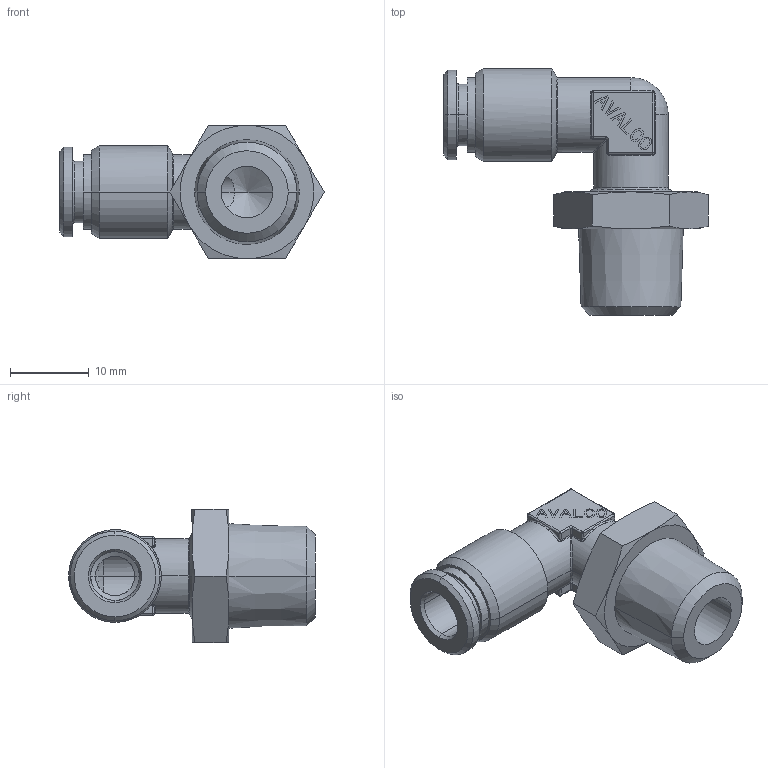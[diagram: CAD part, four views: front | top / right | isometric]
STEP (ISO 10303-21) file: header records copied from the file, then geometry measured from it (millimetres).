
FILE_DESCRIPTION(('CATIA V5 STEP Exchange'),'2;1');
FILE_NAME('PR505B-06R14.stp','2018-04-14T14:51:53+00:00',('none'),('none'),'CATIA Version 5 Release 21 GA (IN-10)','CATIA V5 STEP AP203','none');
FILE_SCHEMA(('CONFIG_CONTROL_DESIGN'));
Length unit declared in the file: millimetre
Products named in the file (1): PR505B-06R14
Bounding box: 33.62 x 31.4 x 17 mm (x, y, z)
Volume: 3867.9 mm3; surface area: 3552.6 mm2
Topology: 1 solids, 1 shells, 414 faces, 1050 edges, 656 vertices
Faces by surface type: plane 258, cylinder 60, cone 38, torus 24, bspline 18, sphere 16
Entity records: 13490 total; most frequent: CARTESIAN_POINT 4125, ORIENTED_EDGE 2092, DIRECTION 1603, EDGE_CURVE 1046, VECTOR 746, LINE 746, VERTEX_POINT 656, AXIS2_PLACEMENT_3D 504
